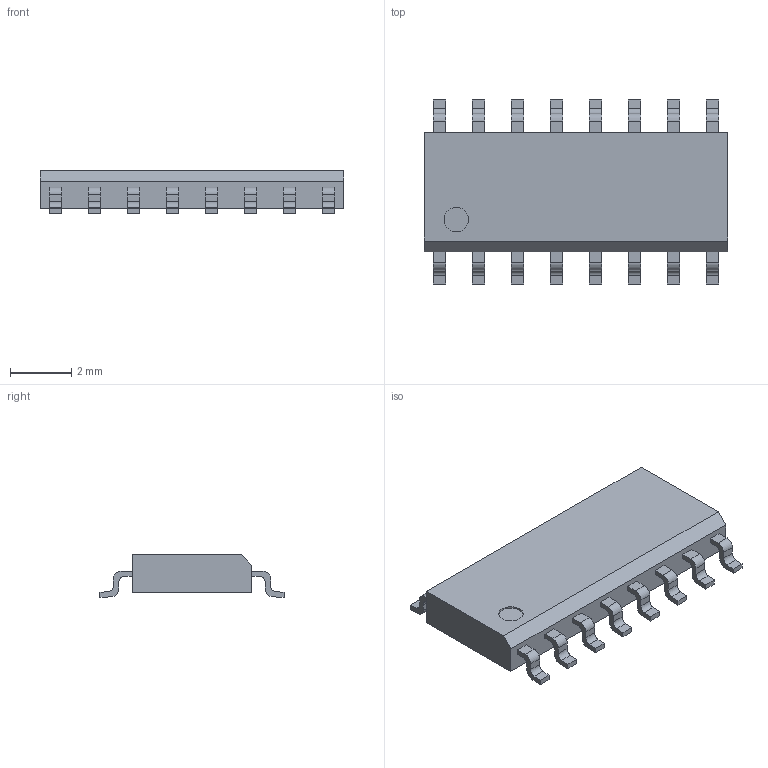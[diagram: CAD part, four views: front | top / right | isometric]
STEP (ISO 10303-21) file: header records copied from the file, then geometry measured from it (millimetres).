
FILE_DESCRIPTION(('FreeCAD Model'),'2;1');
FILE_NAME('SOIC_16.step','2018-02-15T08:05:21',( 'kicad StepUp'),('ksu MCAD'),'Open CASCADE STEP processor 6.8', 'FreeCAD','Unknown');
FILE_SCHEMA(('AUTOMOTIVE_DESIGN_CC2 { 1 2 10303 214 -1 1 5 4 }'));
Length unit declared in the file: millimetre
Products named in the file (1): SOIC_16
Bounding box: 9.9 x 6 x 1.4 mm (x, y, z)
Volume: 49.5 mm3; surface area: 138.8 mm2
Topology: 1 solids, 1 shells, 218 faces, 597 edges, 398 vertices
Faces by surface type: plane 152, cylinder 66
Entity records: 8432 total; most frequent: CARTESIAN_POINT 1214, ORIENTED_EDGE 1194, DIRECTION 1167, EDGE_CURVE 597, LINE 465, VECTOR 465, VERTEX_POINT 398, AXIS2_PLACEMENT_3D 351
